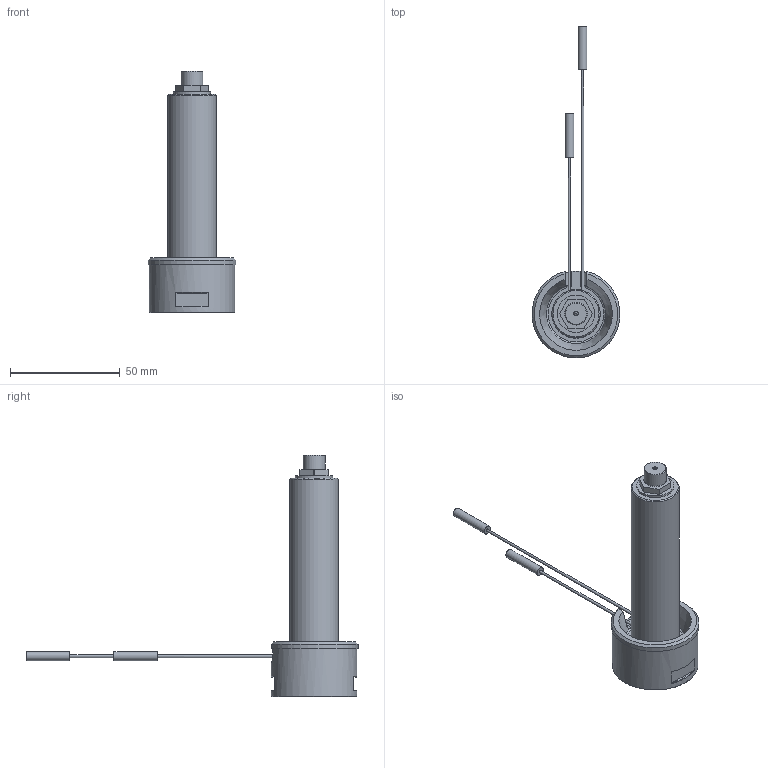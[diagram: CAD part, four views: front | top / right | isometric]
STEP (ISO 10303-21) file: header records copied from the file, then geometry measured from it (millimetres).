
FILE_DESCRIPTION(/* description */ (''),/* implementation_level */ '2;1');
FILE_NAME(/* name */ 'HSCM85F10F.stp',/* time_stamp */ '2022-11-21T18:05:34+09:00',/* author */ (''),/* organization */ (''),/* preprocessor_version */ 'ST-DEVELOPER v18.102',/* originating_system */ 'SIEMENS PLM Software NX 2023',/* authorisation */ '');
FILE_SCHEMA (('AUTOMOTIVE_DESIGN { 1 0 10303 214 3 1 1 1 }'));
Length unit declared in the file: millimetre
Products named in the file (1): HSCM85F10F
Bounding box: 39.97 x 151 x 110 mm (x, y, z)
Volume: 52189.1 mm3; surface area: 14008.6 mm2
Topology: 1 solids, 1 shells, 74 faces, 168 edges, 110 vertices
Faces by surface type: plane 30, cylinder 23, cone 13, torus 6, bspline 1, sphere 1
Full cylindrical faces by diameter (mm): 1.2 x2, 2 x1, 4 x2, 5 x1, 6.35 x1, 10 x1, 16.9 x1, 22 x1, 39 x1
Entity records: 2267 total; most frequent: CARTESIAN_POINT 697, DIRECTION 326, ORIENTED_EDGE 280, AXIS2_PLACEMENT_3D 141, EDGE_CURVE 140, EDGE_LOOP 110, VERTEX_POINT 104, ADVANCED_FACE 74
